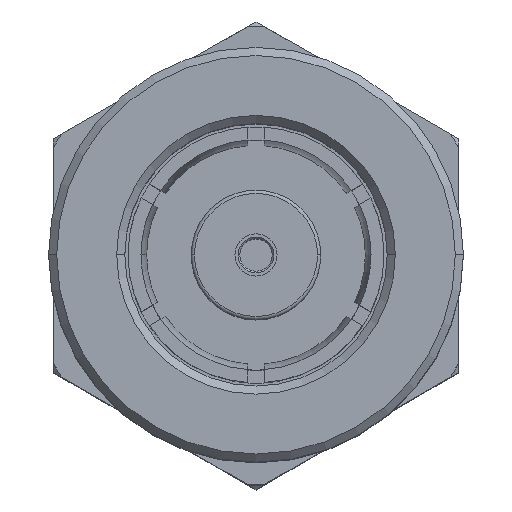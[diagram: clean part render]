
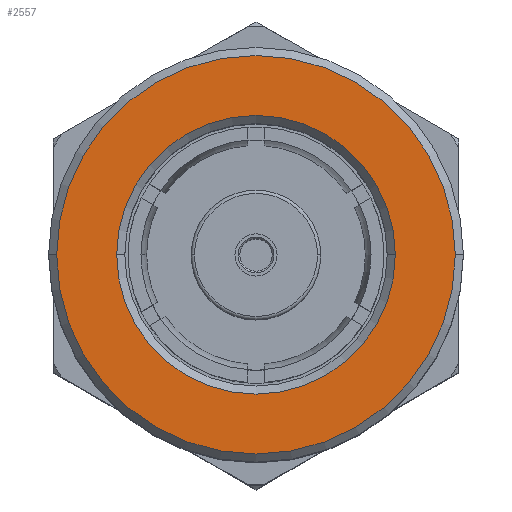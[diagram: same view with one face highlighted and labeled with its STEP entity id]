
A CAD part, top view. The second image highlights one B-rep face of the part: STEP entity #2557.
In plain terms, the highlighted planar face has unit normal (0, 0, 1).
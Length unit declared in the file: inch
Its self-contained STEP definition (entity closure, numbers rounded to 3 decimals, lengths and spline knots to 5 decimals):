
#246 = CARTESIAN_POINT ( 'NONE',  ( 0., 0., 0.404 ) ) ;
#267 = ORIENTED_EDGE ( 'NONE', *, *, #792, .T. ) ;
#605 = CARTESIAN_POINT ( 'NONE',  ( 0., 0., 0.404 ) ) ;
#618 = DIRECTION ( 'NONE',  ( -1., 0., 0. ) ) ;
#643 = VERTEX_POINT ( 'NONE', #3687 ) ;
#667 = EDGE_LOOP ( 'NONE', ( #1049, #2241 ) ) ;
#792 = EDGE_CURVE ( 'NONE', #643, #3069, #909, .T. ) ;
#855 = CIRCLE ( 'NONE', #1736, 0.123 ) ;
#899 = DIRECTION ( 'NONE',  ( 0., 0., 1. ) ) ;
#909 = CIRCLE ( 'NONE', #1022, 0.086 ) ;
#966 = DIRECTION ( 'NONE',  ( 0., 0., -1. ) ) ;
#1022 = AXIS2_PLACEMENT_3D ( 'NONE', #605, #966, #1529 ) ;
#1049 = ORIENTED_EDGE ( 'NONE', *, *, #3967, .T. ) ;
#1215 = CARTESIAN_POINT ( 'NONE',  ( 0., 0., 0.404 ) ) ;
#1425 = CARTESIAN_POINT ( 'NONE',  ( 0., 0., 0.404 ) ) ;
#1517 = DIRECTION ( 'NONE',  ( -1., 0., 0. ) ) ;
#1526 = DIRECTION ( 'NONE',  ( 0., 0., -1. ) ) ;
#1529 = DIRECTION ( 'NONE',  ( -1., 0., 0. ) ) ;
#1577 = AXIS2_PLACEMENT_3D ( 'NONE', #246, #2733, #1843 ) ;
#1668 = FACE_BOUND ( 'NONE', #1934, .T. ) ;
#1736 = AXIS2_PLACEMENT_3D ( 'NONE', #1425, #2652, #3642 ) ;
#1843 = DIRECTION ( 'NONE',  ( -1., 0., 0. ) ) ;
#1876 = EDGE_CURVE ( 'NONE', #3349, #3304, #2465, .T. ) ;
#1934 = EDGE_LOOP ( 'NONE', ( #2606, #267 ) ) ;
#2080 = CARTESIAN_POINT ( 'NONE',  ( -0.123, 0., 0.404 ) ) ;
#2177 = CARTESIAN_POINT ( 'NONE',  ( 0., 0., 0.404 ) ) ;
#2241 = ORIENTED_EDGE ( 'NONE', *, *, #1876, .T. ) ;
#2305 = EDGE_CURVE ( 'NONE', #3069, #643, #2746, .T. ) ;
#2427 = CARTESIAN_POINT ( 'NONE',  ( 0.123, 0., 0.404 ) ) ;
#2465 = CIRCLE ( 'NONE', #3287, 0.123 ) ;
#2557 = ADVANCED_FACE ( 'NONE', ( #2692, #1668 ), #3345, .F. ) ;
#2606 = ORIENTED_EDGE ( 'NONE', *, *, #2305, .T. ) ;
#2633 = AXIS2_PLACEMENT_3D ( 'NONE', #2177, #1526, #618 ) ;
#2652 = DIRECTION ( 'NONE',  ( 0., 0., 1. ) ) ;
#2692 = FACE_OUTER_BOUND ( 'NONE', #667, .T. ) ;
#2733 = DIRECTION ( 'NONE',  ( 0., 0., -1. ) ) ;
#2746 = CIRCLE ( 'NONE', #2633, 0.086 ) ;
#3069 = VERTEX_POINT ( 'NONE', #3181 ) ;
#3181 = CARTESIAN_POINT ( 'NONE',  ( 0.086, 0., 0.404 ) ) ;
#3287 = AXIS2_PLACEMENT_3D ( 'NONE', #1215, #899, #1517 ) ;
#3304 = VERTEX_POINT ( 'NONE', #2080 ) ;
#3345 = PLANE ( 'NONE',  #1577 ) ;
#3349 = VERTEX_POINT ( 'NONE', #2427 ) ;
#3642 = DIRECTION ( 'NONE',  ( -1., 0., 0. ) ) ;
#3687 = CARTESIAN_POINT ( 'NONE',  ( -0.086, 0., 0.404 ) ) ;
#3967 = EDGE_CURVE ( 'NONE', #3304, #3349, #855, .T. ) ;
